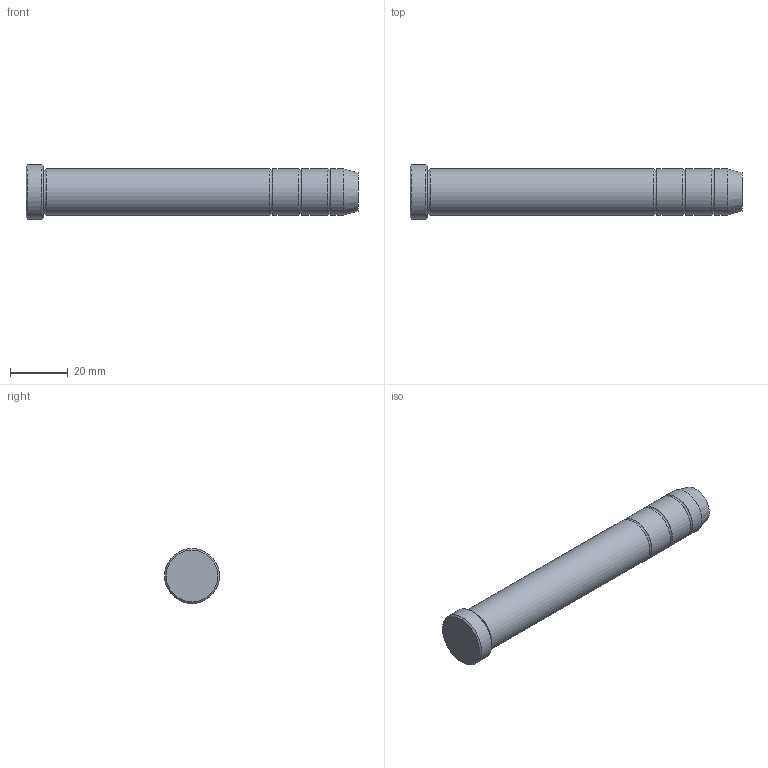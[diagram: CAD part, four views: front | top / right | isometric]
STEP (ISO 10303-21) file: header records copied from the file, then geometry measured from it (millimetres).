
FILE_DESCRIPTION( ( 'Unknown' ), '1' );
FILE_NAME( 'G_19x115.stp', 'Unknown', ( 'Unknown' ), ( 'Unknown' ), 'XStep 1.0', 'Unknown', ' ' );
FILE_SCHEMA( ( 'CONFIG_CONTROL_DESIGN' ) );
Length unit declared in the file: millimetre
Products named in the file (1): 1
Bounding box: 115 x 19 x 19 mm (x, y, z)
Volume: 23366.4 mm3; surface area: 6396.1 mm2
Topology: 1 solids, 1 shells, 15 faces, 30 edges, 18 vertices
Faces by surface type: cylinder 5, torus 4, plane 3, cone 3
Full cylindrical faces by diameter (mm): 16 x4, 19 x1
Entity records: 339 total; most frequent: DIRECTION 60, CARTESIAN_POINT 44, AXIS2_PLACEMENT_3D 30, EDGE_LOOP 28, ORIENTED_EDGE 28, FACE_OUTER_BOUND 24, ADVANCED_FACE 15, EDGE_CURVE 14
